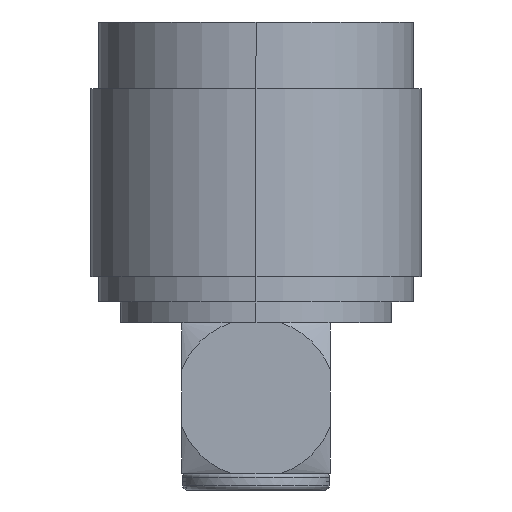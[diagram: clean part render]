
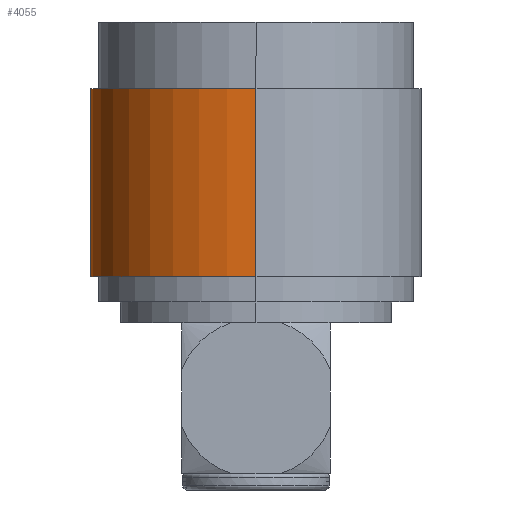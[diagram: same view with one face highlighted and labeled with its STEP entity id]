
A CAD part, left-side view. The second image highlights one B-rep face of the part: STEP entity #4055.
In plain terms, the highlighted cylindrical face has radius 10.058 mm (diameter 20.116 mm), a partial arc.
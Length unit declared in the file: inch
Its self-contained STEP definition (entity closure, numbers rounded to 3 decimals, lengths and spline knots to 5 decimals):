
#1675 = CARTESIAN_POINT ( 'NONE',  ( 0., -0.74, 0.39599 ) ) ;
#2727 = DIRECTION ( 'NONE',  ( 0., -1., 0. ) ) ;
#3236 = CARTESIAN_POINT ( 'NONE',  ( 0., -0.11, 0.39599 ) ) ;
#4055 = ADVANCED_FACE ( 'NONE', ( #8508 ), #12079, .T. ) ;
#4943 = VERTEX_POINT ( 'NONE', #30212 ) ;
#6274 = VECTOR ( 'NONE', #34823, 39.37008 ) ;
#8200 = EDGE_CURVE ( 'NONE', #9090, #30590, #18216, .T. ) ;
#8508 = FACE_OUTER_BOUND ( 'NONE', #14697, .T. ) ;
#8942 = DIRECTION ( 'NONE',  ( 0., 0., -1. ) ) ;
#9090 = VERTEX_POINT ( 'NONE', #21057 ) ;
#9232 = LINE ( 'NONE', #3236, #37445 ) ;
#9235 = ORIENTED_EDGE ( 'NONE', *, *, #17785, .T. ) ;
#11356 = ORIENTED_EDGE ( 'NONE', *, *, #36886, .T. ) ;
#12079 = CYLINDRICAL_SURFACE ( 'NONE', #15310, 0.39599 ) ;
#14697 = EDGE_LOOP ( 'NONE', ( #9235, #11356, #41720, #19666 ) ) ;
#14787 = LINE ( 'NONE', #27532, #6274 ) ;
#15310 = AXIS2_PLACEMENT_3D ( 'NONE', #15435, #18987, #8942 ) ;
#15435 = CARTESIAN_POINT ( 'NONE',  ( 0., -0.11, 0. ) ) ;
#17785 = EDGE_CURVE ( 'NONE', #38818, #4943, #41800, .T. ) ;
#18216 = CIRCLE ( 'NONE', #31058, 0.39599 ) ;
#18987 = DIRECTION ( 'NONE',  ( 0., -1., 0. ) ) ;
#19666 = ORIENTED_EDGE ( 'NONE', *, *, #39548, .F. ) ;
#21057 = CARTESIAN_POINT ( 'NONE',  ( 0., -0.74, -0.39599 ) ) ;
#27532 = CARTESIAN_POINT ( 'NONE',  ( 0., -0.11, -0.39599 ) ) ;
#30212 = CARTESIAN_POINT ( 'NONE',  ( 0., -0.29, 0.39599 ) ) ;
#30590 = VERTEX_POINT ( 'NONE', #1675 ) ;
#31058 = AXIS2_PLACEMENT_3D ( 'NONE', #34784, #41872, #35214 ) ;
#33251 = CARTESIAN_POINT ( 'NONE',  ( 0., -0.29, 0. ) ) ;
#33731 = DIRECTION ( 'NONE',  ( 0., -1., 0. ) ) ;
#33797 = CARTESIAN_POINT ( 'NONE',  ( 0., -0.29, -0.39599 ) ) ;
#33899 = DIRECTION ( 'NONE',  ( 0., 0., -1. ) ) ;
#33992 = AXIS2_PLACEMENT_3D ( 'NONE', #33251, #2727, #33899 ) ;
#34784 = CARTESIAN_POINT ( 'NONE',  ( 0., -0.74, 0. ) ) ;
#34823 = DIRECTION ( 'NONE',  ( 0., -1., 0. ) ) ;
#35214 = DIRECTION ( 'NONE',  ( 0., 0., -1. ) ) ;
#36886 = EDGE_CURVE ( 'NONE', #4943, #30590, #9232, .T. ) ;
#37445 = VECTOR ( 'NONE', #33731, 39.37008 ) ;
#38818 = VERTEX_POINT ( 'NONE', #33797 ) ;
#39548 = EDGE_CURVE ( 'NONE', #38818, #9090, #14787, .T. ) ;
#41720 = ORIENTED_EDGE ( 'NONE', *, *, #8200, .F. ) ;
#41800 = CIRCLE ( 'NONE', #33992, 0.39599 ) ;
#41872 = DIRECTION ( 'NONE',  ( 0., -1., 0. ) ) ;
